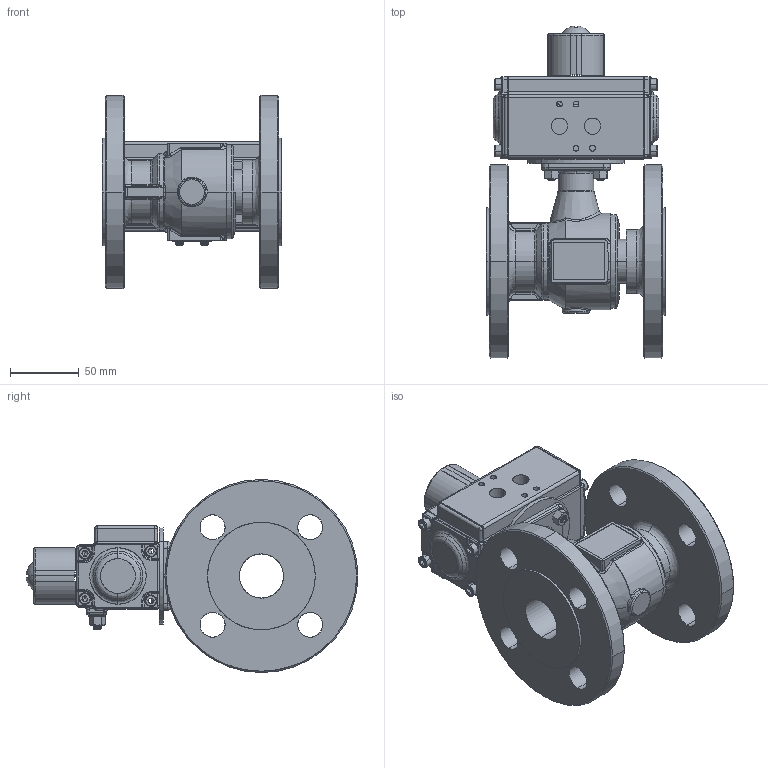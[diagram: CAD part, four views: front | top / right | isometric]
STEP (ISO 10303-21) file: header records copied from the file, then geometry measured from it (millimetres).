
FILE_DESCRIPTION (( 'STEP AP214' ), '1' );
FILE_NAME ('PK04_DN32 (PK04000006).STEP', '2022-04-08T08:36:43', ( '' ), ( '' ), 'SwSTEP 2.0', 'SolidWorks 2021', '' );
FILE_SCHEMA (( 'AUTOMOTIVE_DESIGN' ));
Length unit declared in the file: metre
Products named in the file (1): PK04_DN32 (PK04000006)
Bounding box: 130 x 240.65 x 140 mm (x, y, z)
Surface area: 164389.8 mm2 (no closed solid volume)
Topology: 0 solids, 874 shells, 1070 faces, 4873 edges, 4607 vertices
Faces by surface type: cylinder 359, plane 311, bspline 282, cone 116, sphere 2
Entity records: 89387 total; most frequent: CARTESIAN_POINT 41580, DIRECTION 6888, ORIENTED_EDGE 5201, EDGE_CURVE 4823, VERTEX_POINT 4608, AXIS2_PLACEMENT_3D 2425, LINE 2038, VECTOR 2038
